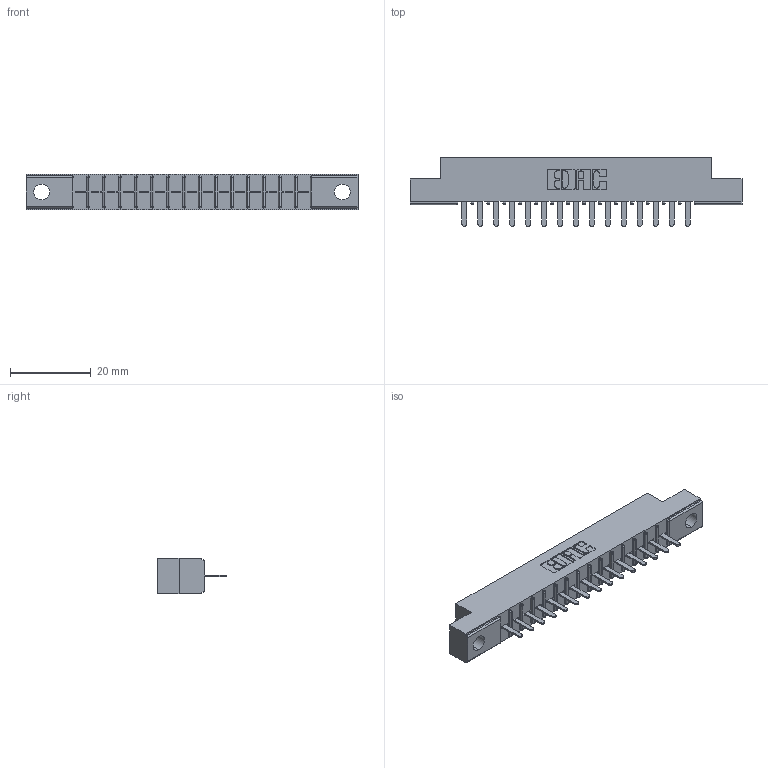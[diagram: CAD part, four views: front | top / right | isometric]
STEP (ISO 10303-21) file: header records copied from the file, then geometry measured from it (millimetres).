
FILE_DESCRIPTION (( 'STEP AP203' ), '1' );
FILE_NAME ('316-015-520-104.STEP', '2018-07-31T00:50:09', ( '' ), ( '' ), 'SwSTEP 2.0', 'SolidWorks 2016', '' );
FILE_SCHEMA (( 'CONFIG_CONTROL_DESIGN' ));
Length unit declared in the file: inch
Products named in the file (3): 306 Part_.156 Dia; 306-290-001_120; 316-015-520-104
Assembly tree (16 placements, depth 2):
  316-015-520-104
    306 Part_.156 Dia
    306-290-001_120  x15
Bounding box: 82.45 x 17.12 x 8.71 mm (x, y, z)
Volume: 5508.1 mm3; surface area: 7778.6 mm2
Topology: 16 solids, 16 shells, 1180 faces, 3307 edges, 2122 vertices
Faces by surface type: plane 787, cylinder 333, sphere 60
Entity records: 17860 total; most frequent: CARTESIAN_POINT 2998, ORIENTED_EDGE 2966, DIRECTION 2951, EDGE_CURVE 1483, VECTOR 1153, LINE 1153, VERTEX_POINT 946, AXIS2_PLACEMENT_3D 899
